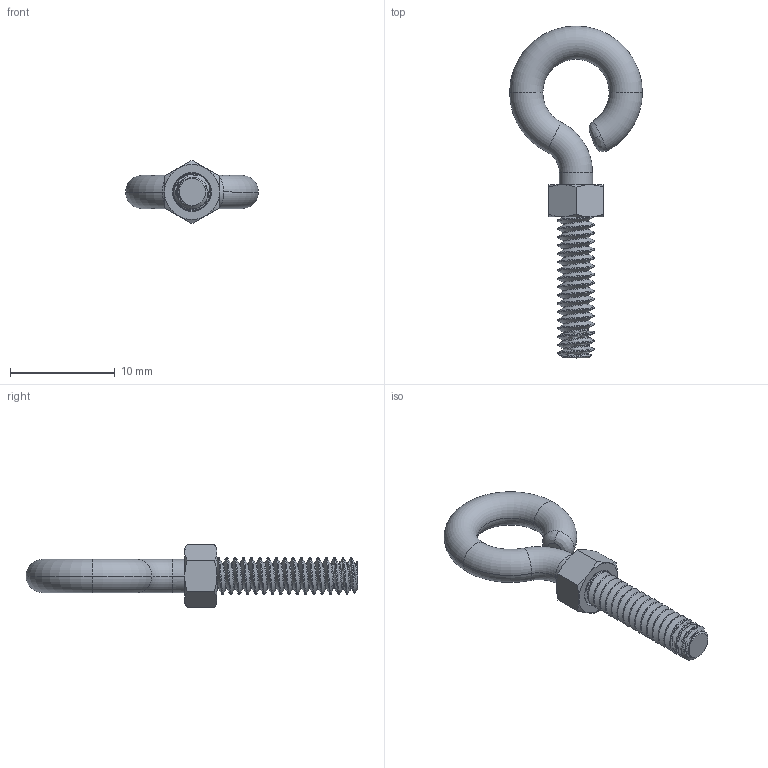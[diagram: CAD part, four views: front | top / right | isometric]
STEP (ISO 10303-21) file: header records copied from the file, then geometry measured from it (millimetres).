
FILE_DESCRIPTION (( 'STEP AP203' ), '1' );
FILE_NAME ('am-1662 6-32 x 0750L 0250 ID Eye Bolt.STEP', '2022-10-10T15:33:20', ( '' ), ( '' ), 'SwSTEP 2.0', 'SolidWorks 2022', '' );
FILE_SCHEMA (( 'CONFIG_CONTROL_DESIGN' ));
Length unit declared in the file: inch
Products named in the file (1): am-1662 6-32 x 0750L 0250 ID Eye Bolt
Bounding box: 12.7 x 31.75 x 6.07 mm (x, y, z)
Volume: 409.4 mm3; surface area: 708 mm2
Topology: 2 solids, 2 shells, 89 faces, 233 edges, 148 vertices
Faces by surface type: cylinder 45, cone 19, plane 12, torus 8, bspline 5
Entity records: 6170 total; most frequent: CARTESIAN_POINT 4213, ORIENTED_EDGE 466, DIRECTION 328, EDGE_CURVE 233, VERTEX_POINT 148, AXIS2_PLACEMENT_3D 134, EDGE_LOOP 91, FACE_OUTER_BOUND 89
